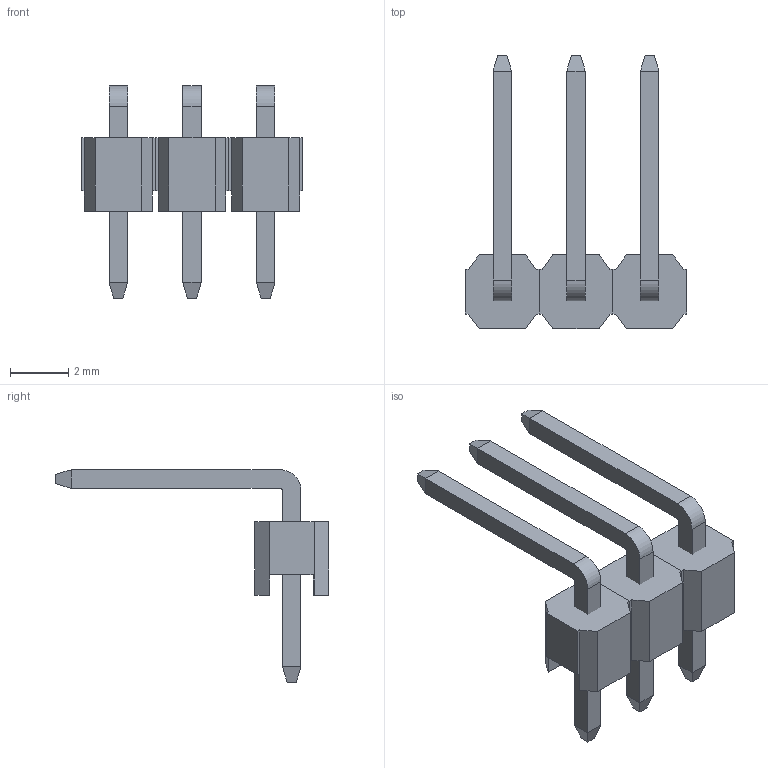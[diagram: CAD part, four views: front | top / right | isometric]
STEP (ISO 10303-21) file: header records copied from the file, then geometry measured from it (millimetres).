
FILE_DESCRIPTION(('FreeCAD Model'),'2;1');
FILE_NAME('1x3-male-pin-header-right-angle.step','2016-10-17T16:39:01',('Author'),(''), 'Open CASCADE STEP processor 6.8','FreeCAD','Unknown');
FILE_SCHEMA(('AUTOMOTIVE_DESIGN_CC2 { 1 2 10303 214 -1 1 5 4 }'));
Length unit declared in the file: inch
Products named in the file (3): ASSEMBLY; support-array; pin-array
Assembly tree (2 placements, depth 2):
  ASSEMBLY
    support-array
    pin-array
Bounding box: 7.62 x 9.42 x 7.33 mm (x, y, z)
Volume: 54.6 mm3; surface area: 221.7 mm2
Topology: 6 solids, 6 shells, 120 faces, 288 edges, 180 vertices
Faces by surface type: plane 90, bspline 24, cylinder 6
Entity records: 7127 total; most frequent: CARTESIAN_POINT 1410, DIRECTION 945, LINE 717, VECTOR 717, ORIENTED_EDGE 576, PCURVE 576, DEFINITIONAL_REPRESENTATION 576, EDGE_CURVE 288
